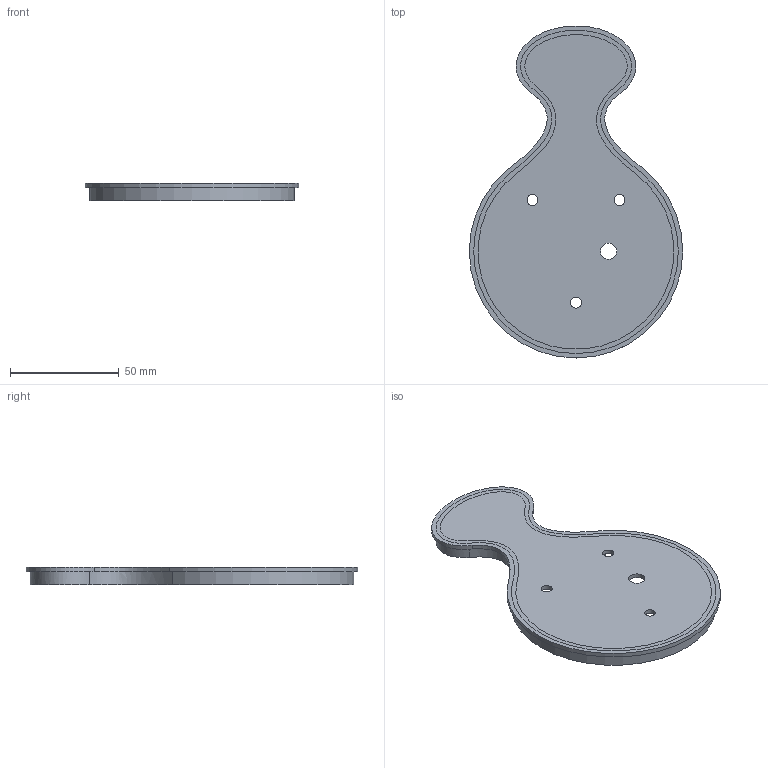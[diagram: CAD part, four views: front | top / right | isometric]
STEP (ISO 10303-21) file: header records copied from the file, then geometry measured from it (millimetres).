
FILE_DESCRIPTION(('FreeCAD Model'),'2;1');
FILE_NAME('Open CASCADE Shape Model','2023-06-02T13:08:38',('Author'),( ''),'Open CASCADE STEP processor 7.5','FreeCAD','Unknown');
FILE_SCHEMA(('AUTOMOTIVE_DESIGN { 1 0 10303 214 1 1 1 1 }'));
Length unit declared in the file: millimetre
Products named in the file (1): Back
Bounding box: 98 x 152.45 x 8 mm (x, y, z)
Volume: 24208.1 mm3; surface area: 25269.5 mm2
Topology: 1 solids, 1 shells, 22 faces, 56 edges, 40 vertices
Faces by surface type: extrusion 9, cylinder 7, plane 6
Full cylindrical faces by diameter (mm): 5 x3, 7.5 x1
Entity records: 2878 total; most frequent: CARTESIAN_POINT 1757, DIRECTION 187, ORIENTED_EDGE 112, PCURVE 112, DEFINITIONAL_REPRESENTATION 112, VECTOR 83, LINE 74, EDGE_CURVE 56
